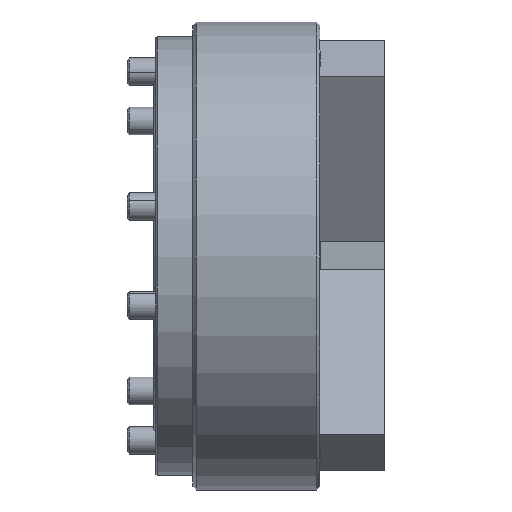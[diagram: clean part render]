
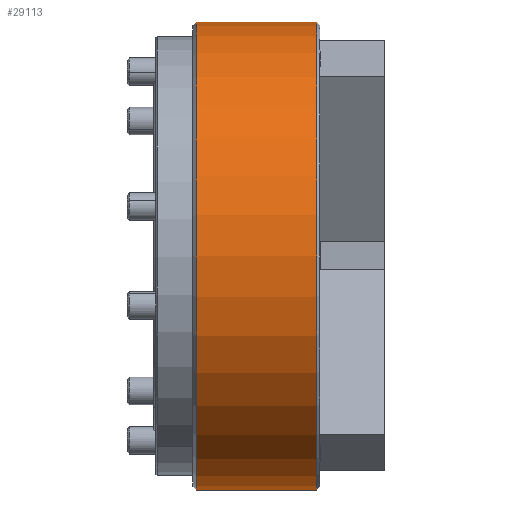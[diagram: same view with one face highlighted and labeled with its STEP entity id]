
A CAD part, front view. The second image highlights one B-rep face of the part: STEP entity #29113.
In plain terms, the highlighted cylindrical face has radius 202.5 mm (diameter 405 mm), a partial arc.
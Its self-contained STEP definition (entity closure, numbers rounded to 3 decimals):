
#386 = EDGE_CURVE ( 'NONE', #32459, #2191, #25210, .T. ) ;
#768 = CIRCLE ( 'NONE', #21787, 202.5 ) ;
#1760 = DIRECTION ( 'NONE',  ( 0., 0., 1. ) ) ;
#2191 = VERTEX_POINT ( 'NONE', #24975 ) ;
#3062 = LINE ( 'NONE', #12055, #18948 ) ;
#3777 = DIRECTION ( 'NONE',  ( 0., 0., -1. ) ) ;
#5533 = ORIENTED_EDGE ( 'NONE', *, *, #9783, .T. ) ;
#6121 = VERTEX_POINT ( 'NONE', #31418 ) ;
#6252 = AXIS2_PLACEMENT_3D ( 'NONE', #8961, #29846, #11957 ) ;
#6688 = CIRCLE ( 'NONE', #6252, 202.5 ) ;
#6828 = CARTESIAN_POINT ( 'NONE',  ( 181.49, 0., 0. ) ) ;
#8961 = CARTESIAN_POINT ( 'NONE',  ( 107., 0., 0. ) ) ;
#9783 = EDGE_CURVE ( 'NONE', #20746, #2191, #6688, .T. ) ;
#11957 = DIRECTION ( 'NONE',  ( 0., 0., -1. ) ) ;
#12055 = CARTESIAN_POINT ( 'NONE',  ( 181.49, 0., -202.5 ) ) ;
#13892 = CYLINDRICAL_SURFACE ( 'NONE', #20014, 202.5 ) ;
#18697 = DIRECTION ( 'NONE',  ( 1., 0., 0. ) ) ;
#18948 = VECTOR ( 'NONE', #29951, 1000. ) ;
#19666 = DIRECTION ( 'NONE',  ( 1., 0., 0. ) ) ;
#20014 = AXIS2_PLACEMENT_3D ( 'NONE', #6828, #18697, #3777 ) ;
#20746 = VERTEX_POINT ( 'NONE', #28792 ) ;
#21683 = ORIENTED_EDGE ( 'NONE', *, *, #29804, .T. ) ;
#21787 = AXIS2_PLACEMENT_3D ( 'NONE', #37506, #19666, #1760 ) ;
#24975 = CARTESIAN_POINT ( 'NONE',  ( 107., 0., 202.5 ) ) ;
#25210 = LINE ( 'NONE', #28333, #32248 ) ;
#28333 = CARTESIAN_POINT ( 'NONE',  ( 181.49, 0., 202.5 ) ) ;
#28483 = CARTESIAN_POINT ( 'NONE',  ( 3., 0., 202.5 ) ) ;
#28792 = CARTESIAN_POINT ( 'NONE',  ( 107., 0., -202.5 ) ) ;
#29113 = ADVANCED_FACE ( 'NONE', ( #37644 ), #13892, .T. ) ;
#29435 = EDGE_LOOP ( 'NONE', ( #30489, #21683, #36159, #5533 ) ) ;
#29804 = EDGE_CURVE ( 'NONE', #32459, #6121, #768, .T. ) ;
#29846 = DIRECTION ( 'NONE',  ( -1., 0., 0. ) ) ;
#29951 = DIRECTION ( 'NONE',  ( 1., 0., 0. ) ) ;
#30458 = EDGE_CURVE ( 'NONE', #6121, #20746, #3062, .T. ) ;
#30489 = ORIENTED_EDGE ( 'NONE', *, *, #386, .F. ) ;
#31418 = CARTESIAN_POINT ( 'NONE',  ( 3., 0., -202.5 ) ) ;
#32248 = VECTOR ( 'NONE', #34968, 1000. ) ;
#32459 = VERTEX_POINT ( 'NONE', #28483 ) ;
#34968 = DIRECTION ( 'NONE',  ( 1., 0., 0. ) ) ;
#36159 = ORIENTED_EDGE ( 'NONE', *, *, #30458, .T. ) ;
#37506 = CARTESIAN_POINT ( 'NONE',  ( 3., 0., 0. ) ) ;
#37644 = FACE_OUTER_BOUND ( 'NONE', #29435, .T. ) ;
